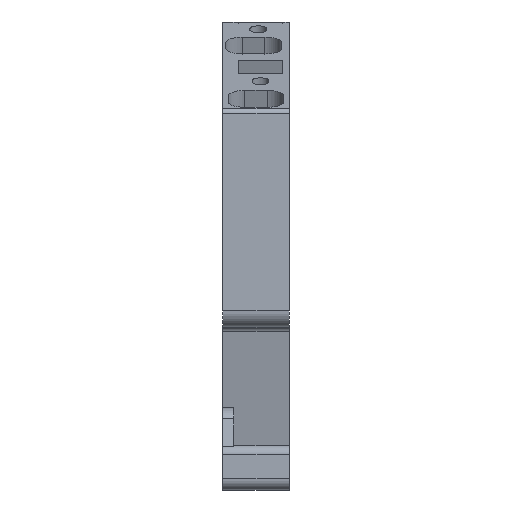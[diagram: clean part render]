
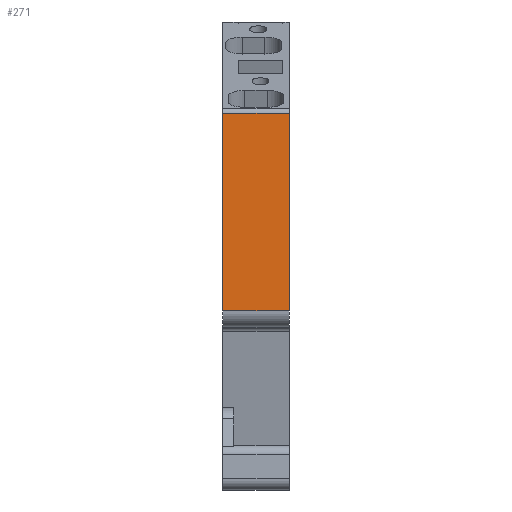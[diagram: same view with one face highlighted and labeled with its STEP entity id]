
A CAD part, left-side view. The second image highlights one B-rep face of the part: STEP entity #271.
In plain terms, the highlighted planar face has unit normal (-1, 0, 0).
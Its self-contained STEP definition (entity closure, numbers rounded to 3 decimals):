
#271 = ADVANCED_FACE( '', ( #617 ), #618, .F. );
#617 = FACE_OUTER_BOUND( '', #1046, .T. );
#618 = PLANE( '', #1047 );
#1046 = EDGE_LOOP( '', ( #1764, #1765, #1766, #1767 ) );
#1047 = AXIS2_PLACEMENT_3D( '', #1768, #1769, #1770 );
#1764 = ORIENTED_EDGE( '', *, *, #2869, .T. );
#1765 = ORIENTED_EDGE( '', *, *, #2788, .F. );
#1766 = ORIENTED_EDGE( '', *, *, #2870, .F. );
#1767 = ORIENTED_EDGE( '', *, *, #2871, .T. );
#1768 = CARTESIAN_POINT( '', ( -30.75, 6., -5.011 ) );
#1769 = DIRECTION( '', ( 1., 0., 0. ) );
#1770 = DIRECTION( '', ( 0., 0., -1. ) );
#2788 = EDGE_CURVE( '', #3481, #3476, #3483, .T. );
#2869 = EDGE_CURVE( '', #3592, #3476, #3593, .T. );
#2870 = EDGE_CURVE( '', #3594, #3481, #3595, .T. );
#2871 = EDGE_CURVE( '', #3594, #3592, #3596, .T. );
#3476 = VERTEX_POINT( '', #4352 );
#3481 = VERTEX_POINT( '', #4358 );
#3483 = LINE( '', #4360, #4361 );
#3592 = VERTEX_POINT( '', #4504 );
#3593 = LINE( '', #4505, #4506 );
#3594 = VERTEX_POINT( '', #4507 );
#3595 = LINE( '', #4508, #4509 );
#3596 = LINE( '', #4510, #4511 );
#4352 = CARTESIAN_POINT( '', ( -30.75, 0., 12.68 ) );
#4358 = CARTESIAN_POINT( '', ( -30.75, 6., 12.68 ) );
#4360 = CARTESIAN_POINT( '', ( -30.75, 6., 12.68 ) );
#4361 = VECTOR( '', #5175, 1000. );
#4504 = CARTESIAN_POINT( '', ( -30.75, 0., -5.011 ) );
#4505 = CARTESIAN_POINT( '', ( -30.75, 0., -5.011 ) );
#4506 = VECTOR( '', #5261, 1000. );
#4507 = CARTESIAN_POINT( '', ( -30.75, 6., -5.011 ) );
#4508 = CARTESIAN_POINT( '', ( -30.75, 6., -5.011 ) );
#4509 = VECTOR( '', #5262, 1000. );
#4510 = CARTESIAN_POINT( '', ( -30.75, 6., -5.011 ) );
#4511 = VECTOR( '', #5263, 1000. );
#5175 = DIRECTION( '', ( 0., -1., 0. ) );
#5261 = DIRECTION( '', ( 0., 0., 1. ) );
#5262 = DIRECTION( '', ( 0., 0., 1. ) );
#5263 = DIRECTION( '', ( 0., -1., 0. ) );
